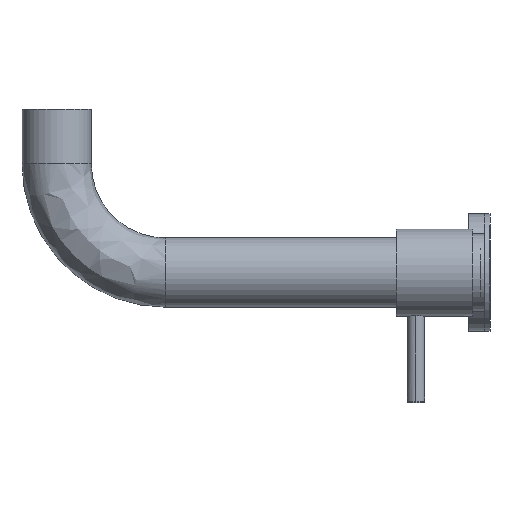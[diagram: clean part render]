
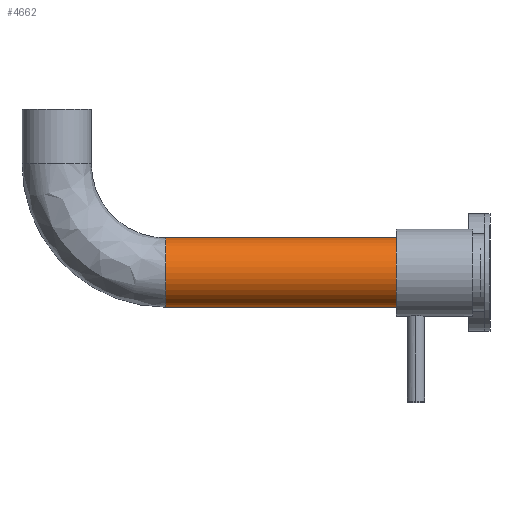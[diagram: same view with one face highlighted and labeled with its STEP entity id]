
A CAD part, left-side view. The second image highlights one B-rep face of the part: STEP entity #4662.
In plain terms, the highlighted cylindrical face has radius 15.9 mm (diameter 31.8 mm), a partial arc.
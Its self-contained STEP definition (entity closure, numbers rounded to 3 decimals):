
#284 = CARTESIAN_POINT ( 'NONE',  ( -100., 147.88, -15.9 ) ) ;
#740 = ORIENTED_EDGE ( 'NONE', *, *, #6509, .F. ) ;
#1093 = ORIENTED_EDGE ( 'NONE', *, *, #9269, .T. ) ;
#1108 = VECTOR ( 'NONE', #6340, 1000. ) ;
#1247 = CARTESIAN_POINT ( 'NONE',  ( -100., 187.88, -15.9 ) ) ;
#1615 = CARTESIAN_POINT ( 'NONE',  ( -100., 187.88, 0. ) ) ;
#1743 = CARTESIAN_POINT ( 'NONE',  ( -100., 45.88, 0. ) ) ;
#1778 = CARTESIAN_POINT ( 'NONE',  ( -100., 147.88, 0. ) ) ;
#2351 = ORIENTED_EDGE ( 'NONE', *, *, #7779, .T. ) ;
#2355 = LINE ( 'NONE', #11127, #7397 ) ;
#2596 = DIRECTION ( 'NONE',  ( 0., 0., -1. ) ) ;
#2681 = AXIS2_PLACEMENT_3D ( 'NONE', #1615, #8616, #2596 ) ;
#2723 = DIRECTION ( 'NONE',  ( 0., 0., -1. ) ) ;
#3170 = CARTESIAN_POINT ( 'NONE',  ( -100., 187.88, 15.9 ) ) ;
#3276 = EDGE_CURVE ( 'NONE', #3901, #12639, #5920, .T. ) ;
#3643 = CARTESIAN_POINT ( 'NONE',  ( -100., 45.88, -15.9 ) ) ;
#3901 = VERTEX_POINT ( 'NONE', #3170 ) ;
#4662 = ADVANCED_FACE ( 'NONE', ( #6197 ), #11170, .T. ) ;
#5920 = CIRCLE ( 'NONE', #2681, 15.9 ) ;
#6197 = FACE_OUTER_BOUND ( 'NONE', #10493, .T. ) ;
#6340 = DIRECTION ( 'NONE',  ( 0., -1., 0. ) ) ;
#6509 = EDGE_CURVE ( 'NONE', #3901, #7552, #2355, .T. ) ;
#6584 = AXIS2_PLACEMENT_3D ( 'NONE', #1778, #9746, #12758 ) ;
#7397 = VECTOR ( 'NONE', #12144, 1000. ) ;
#7552 = VERTEX_POINT ( 'NONE', #12904 ) ;
#7779 = EDGE_CURVE ( 'NONE', #12639, #9804, #11761, .T. ) ;
#8188 = AXIS2_PLACEMENT_3D ( 'NONE', #1743, #8736, #2723 ) ;
#8616 = DIRECTION ( 'NONE',  ( 0., -1., 0. ) ) ;
#8736 = DIRECTION ( 'NONE',  ( 0., 1., 0. ) ) ;
#9269 = EDGE_CURVE ( 'NONE', #9804, #7552, #11881, .T. ) ;
#9746 = DIRECTION ( 'NONE',  ( 0., -1., 0. ) ) ;
#9804 = VERTEX_POINT ( 'NONE', #3643 ) ;
#10493 = EDGE_LOOP ( 'NONE', ( #740, #11267, #2351, #1093 ) ) ;
#11127 = CARTESIAN_POINT ( 'NONE',  ( -100., 147.88, 15.9 ) ) ;
#11170 = CYLINDRICAL_SURFACE ( 'NONE', #6584, 15.9 ) ;
#11267 = ORIENTED_EDGE ( 'NONE', *, *, #3276, .T. ) ;
#11761 = LINE ( 'NONE', #284, #1108 ) ;
#11881 = CIRCLE ( 'NONE', #8188, 15.9 ) ;
#12144 = DIRECTION ( 'NONE',  ( 0., -1., 0. ) ) ;
#12639 = VERTEX_POINT ( 'NONE', #1247 ) ;
#12758 = DIRECTION ( 'NONE',  ( 0., 0., -1. ) ) ;
#12904 = CARTESIAN_POINT ( 'NONE',  ( -100., 45.88, 15.9 ) ) ;
